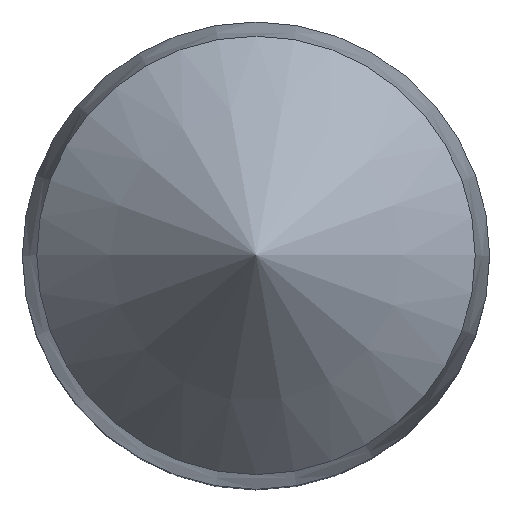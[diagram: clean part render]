
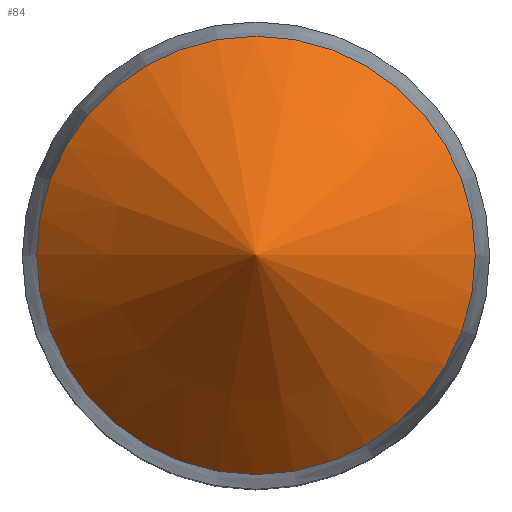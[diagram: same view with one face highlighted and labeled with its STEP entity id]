
A CAD part, top view. The second image highlights one B-rep face of the part: STEP entity #84.
In plain terms, the highlighted conical face has half-angle 45 degrees and reference radius 5.426 mm.
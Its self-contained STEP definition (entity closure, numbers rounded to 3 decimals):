
#34=VERTEX_LOOP('',#220);
#66=CONICAL_SURFACE('',#640,5.426,45.);
#84=ADVANCED_FACE('',(#104,#105),#66,.T.);
#104=FACE_BOUND('',#131,.T.);
#105=FACE_BOUND('',#34,.T.);
#131=EDGE_LOOP('',(#195));
#195=ORIENTED_EDGE('',*,*,#252,.F.);
#219=VERTEX_POINT('',#902);
#220=VERTEX_POINT('',#904);
#252=EDGE_CURVE('',#219,#219,#264,.T.);
#264=CIRCLE('',#638,4.762);
#638=AXIS2_PLACEMENT_3D('',#901,#758,#759);
#640=AXIS2_PLACEMENT_3D('',#905,#762,#763);
#758=DIRECTION('',(0.,0.,-1.));
#759=DIRECTION('',(1.,0.,0.));
#762=DIRECTION('',(0.,0.,-1.));
#763=DIRECTION('',(-1.,0.,0.));
#901=CARTESIAN_POINT('',(0.,0.,89.888));
#902=CARTESIAN_POINT('',(4.762,0.,89.888));
#904=CARTESIAN_POINT('',(0.,0.,94.65));
#905=CARTESIAN_POINT('',(0.,0.,89.224));
